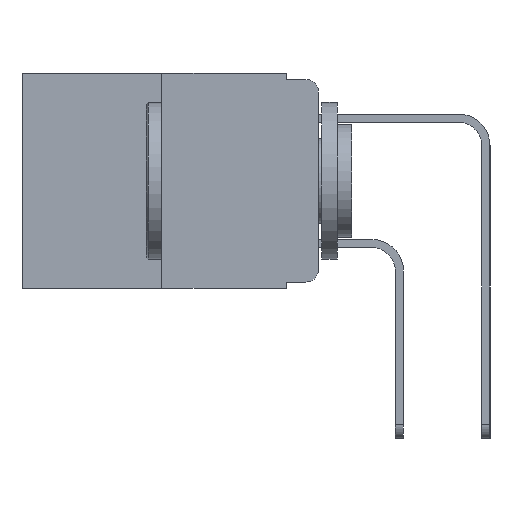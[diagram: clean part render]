
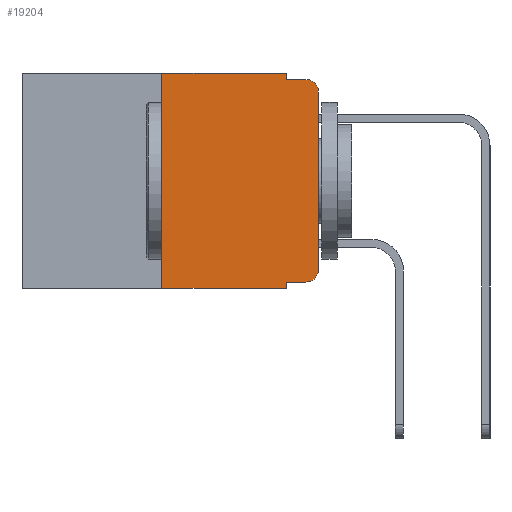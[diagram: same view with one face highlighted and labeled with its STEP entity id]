
A CAD part, left-side view. The second image highlights one B-rep face of the part: STEP entity #19204.
In plain terms, the highlighted planar face has unit normal (-1, 0, 0).
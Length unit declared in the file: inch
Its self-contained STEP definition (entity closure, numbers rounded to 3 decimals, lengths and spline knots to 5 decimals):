
#13 = AXIS2_PLACEMENT_3D ( 'NONE', #3976, #19183, #6189 ) ;
#596 = CARTESIAN_POINT ( 'NONE',  ( 0., 0.051, 0. ) ) ;
#742 = CARTESIAN_POINT ( 'NONE',  ( 0., 0.051, -0.343 ) ) ;
#766 = DIRECTION ( 'NONE',  ( 0., -1., 0. ) ) ;
#817 = EDGE_CURVE ( 'NONE', #23008, #5209, #14019, .T. ) ;
#1018 = VECTOR ( 'NONE', #26562, 39.37008 ) ;
#1104 = VERTEX_POINT ( 'NONE', #8730 ) ;
#2023 = LINE ( 'NONE', #596, #13075 ) ;
#2356 = EDGE_CURVE ( 'NONE', #5209, #20081, #8538, .T. ) ;
#2653 = CARTESIAN_POINT ( 'NONE',  ( 0., 0.051, -0.01 ) ) ;
#3975 = CARTESIAN_POINT ( 'NONE',  ( 0., 0., -0.313 ) ) ;
#3976 = CARTESIAN_POINT ( 'NONE',  ( 0., 0.473, 0. ) ) ;
#4408 = DIRECTION ( 'NONE',  ( 0., -1., 0. ) ) ;
#4701 = ORIENTED_EDGE ( 'NONE', *, *, #6732, .F. ) ;
#4880 = CARTESIAN_POINT ( 'NONE',  ( 0., 0.051, 0. ) ) ;
#4901 = ORIENTED_EDGE ( 'NONE', *, *, #13950, .T. ) ;
#5150 = CARTESIAN_POINT ( 'NONE',  ( 0., 0.02, -0.313 ) ) ;
#5209 = VERTEX_POINT ( 'NONE', #14617 ) ;
#5451 = DIRECTION ( 'NONE',  ( 0., 0., 1. ) ) ;
#5701 = DIRECTION ( 'NONE',  ( 0., 0., -1. ) ) ;
#5710 = CARTESIAN_POINT ( 'NONE',  ( 0., 0.25, -0.343 ) ) ;
#6189 = DIRECTION ( 'NONE',  ( 0., 0., -1. ) ) ;
#6732 = EDGE_CURVE ( 'NONE', #20081, #8971, #10756, .T. ) ;
#6890 = LINE ( 'NONE', #15993, #1018 ) ;
#7077 = CIRCLE ( 'NONE', #9001, 0.02 ) ;
#7109 = VERTEX_POINT ( 'NONE', #14314 ) ;
#7378 = CARTESIAN_POINT ( 'NONE',  ( 0., 0.25, 0. ) ) ;
#7384 = DIRECTION ( 'NONE',  ( 0., 0., -1. ) ) ;
#8194 = VECTOR ( 'NONE', #5451, 39.37008 ) ;
#8231 = EDGE_CURVE ( 'NONE', #8971, #8458, #15058, .T. ) ;
#8347 = PLANE ( 'NONE',  #13 ) ;
#8358 = DIRECTION ( 'NONE',  ( 0., -1., 0. ) ) ;
#8458 = VERTEX_POINT ( 'NONE', #11851 ) ;
#8538 = LINE ( 'NONE', #24866, #13017 ) ;
#8730 = CARTESIAN_POINT ( 'NONE',  ( 0., 0.051, -0.333 ) ) ;
#8971 = VERTEX_POINT ( 'NONE', #2653 ) ;
#9001 = AXIS2_PLACEMENT_3D ( 'NONE', #25018, #12293, #27128 ) ;
#9511 = CARTESIAN_POINT ( 'NONE',  ( 0., 0., -0.03 ) ) ;
#10562 = VECTOR ( 'NONE', #16025, 39.37008 ) ;
#10756 = LINE ( 'NONE', #4880, #27042 ) ;
#11287 = EDGE_LOOP ( 'NONE', ( #20299, #12287, #19298, #4701, #16957, #25116, #4901, #22149, #22807, #19162 ) ) ;
#11851 = CARTESIAN_POINT ( 'NONE',  ( 0., 0.02, -0.01 ) ) ;
#12287 = ORIENTED_EDGE ( 'NONE', *, *, #14099, .T. ) ;
#12293 = DIRECTION ( 'NONE',  ( -1., 0., 0. ) ) ;
#13017 = VECTOR ( 'NONE', #766, 39.37008 ) ;
#13075 = VECTOR ( 'NONE', #20118, 39.37008 ) ;
#13950 = EDGE_CURVE ( 'NONE', #23008, #26248, #16271, .T. ) ;
#14019 = LINE ( 'NONE', #7378, #8194 ) ;
#14099 = EDGE_CURVE ( 'NONE', #24870, #8458, #7077, .T. ) ;
#14314 = CARTESIAN_POINT ( 'NONE',  ( 0., 0.02, -0.333 ) ) ;
#14617 = CARTESIAN_POINT ( 'NONE',  ( 0., 0.25, 0. ) ) ;
#15058 = LINE ( 'NONE', #17450, #20232 ) ;
#15352 = VECTOR ( 'NONE', #8358, 39.37008 ) ;
#15993 = CARTESIAN_POINT ( 'NONE',  ( 0., 0., 0. ) ) ;
#16025 = DIRECTION ( 'NONE',  ( 0., -1., 0. ) ) ;
#16049 = VERTEX_POINT ( 'NONE', #3975 ) ;
#16271 = LINE ( 'NONE', #24487, #10562 ) ;
#16957 = ORIENTED_EDGE ( 'NONE', *, *, #2356, .F. ) ;
#17450 = CARTESIAN_POINT ( 'NONE',  ( 0., 0.051, -0.01 ) ) ;
#18887 = EDGE_CURVE ( 'NONE', #7109, #16049, #23054, .T. ) ;
#18962 = CARTESIAN_POINT ( 'NONE',  ( 0., 0.051, 0. ) ) ;
#19162 = ORIENTED_EDGE ( 'NONE', *, *, #18887, .T. ) ;
#19183 = DIRECTION ( 'NONE',  ( 1., 0., 0. ) ) ;
#19204 = ADVANCED_FACE ( 'NONE', ( #26354 ), #8347, .F. ) ;
#19298 = ORIENTED_EDGE ( 'NONE', *, *, #8231, .F. ) ;
#19826 = EDGE_CURVE ( 'NONE', #16049, #24870, #6890, .T. ) ;
#20081 = VERTEX_POINT ( 'NONE', #18962 ) ;
#20118 = DIRECTION ( 'NONE',  ( 0., 0., -1. ) ) ;
#20232 = VECTOR ( 'NONE', #4408, 39.37008 ) ;
#20299 = ORIENTED_EDGE ( 'NONE', *, *, #19826, .T. ) ;
#20329 = DIRECTION ( 'NONE',  ( -1., 0., 0. ) ) ;
#20973 = LINE ( 'NONE', #21236, #15352 ) ;
#21236 = CARTESIAN_POINT ( 'NONE',  ( 0., 0.051, -0.333 ) ) ;
#22149 = ORIENTED_EDGE ( 'NONE', *, *, #27378, .F. ) ;
#22807 = ORIENTED_EDGE ( 'NONE', *, *, #24577, .T. ) ;
#23008 = VERTEX_POINT ( 'NONE', #5710 ) ;
#23054 = CIRCLE ( 'NONE', #24350, 0.02 ) ;
#24350 = AXIS2_PLACEMENT_3D ( 'NONE', #5150, #20329, #7384 ) ;
#24487 = CARTESIAN_POINT ( 'NONE',  ( 0., 0.473, -0.343 ) ) ;
#24577 = EDGE_CURVE ( 'NONE', #1104, #7109, #20973, .T. ) ;
#24866 = CARTESIAN_POINT ( 'NONE',  ( 0., 0.473, 0. ) ) ;
#24870 = VERTEX_POINT ( 'NONE', #9511 ) ;
#25018 = CARTESIAN_POINT ( 'NONE',  ( 0., 0.02, -0.03 ) ) ;
#25116 = ORIENTED_EDGE ( 'NONE', *, *, #817, .F. ) ;
#26248 = VERTEX_POINT ( 'NONE', #742 ) ;
#26354 = FACE_OUTER_BOUND ( 'NONE', #11287, .T. ) ;
#26562 = DIRECTION ( 'NONE',  ( 0., 0., 1. ) ) ;
#27042 = VECTOR ( 'NONE', #5701, 39.37008 ) ;
#27128 = DIRECTION ( 'NONE',  ( 0., 0., -1. ) ) ;
#27378 = EDGE_CURVE ( 'NONE', #1104, #26248, #2023, .T. ) ;
